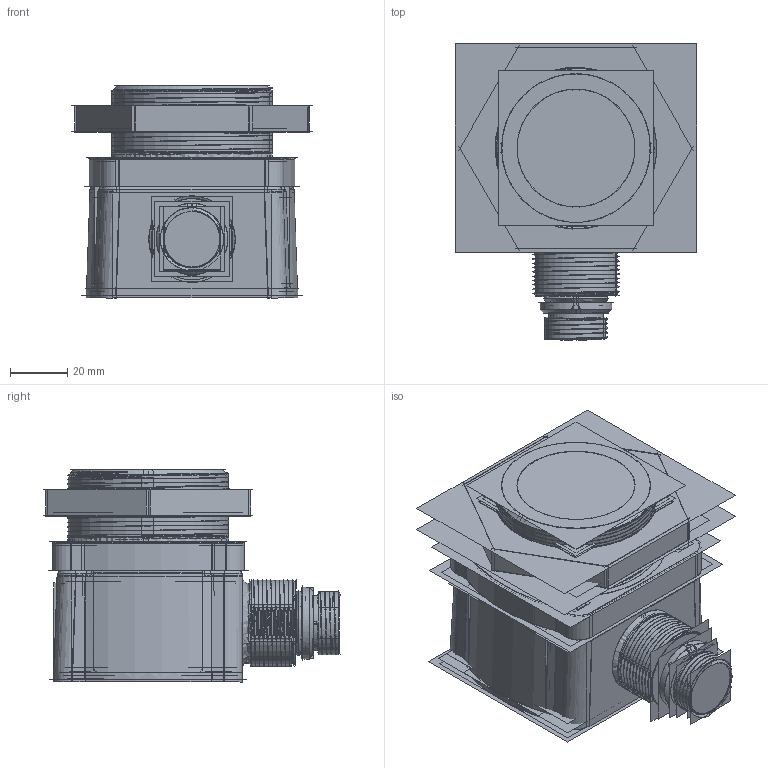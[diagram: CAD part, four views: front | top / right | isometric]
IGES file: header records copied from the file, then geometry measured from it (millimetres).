
Start section:  PTC IGES file: 159647.igs
Global section: file name: 159647.igs; native system: Pro/ENGINEER by Parametric Technology Corporation; preprocessor: 2009141; author: banengservice; organization: Unknown; date: 20121105.131258; units: millimetre
Bounding box: 84.06 x 103.32 x 74.15 mm (x, y, z)
Volume: 166192.2 mm3; surface area: 1125224.1 mm2
Topology: 28 solids, 38 shells, 3104 faces, 15706 edges, 19859 vertices
Faces by surface type: bspline 1640, revolution 1422, extrusion 42
